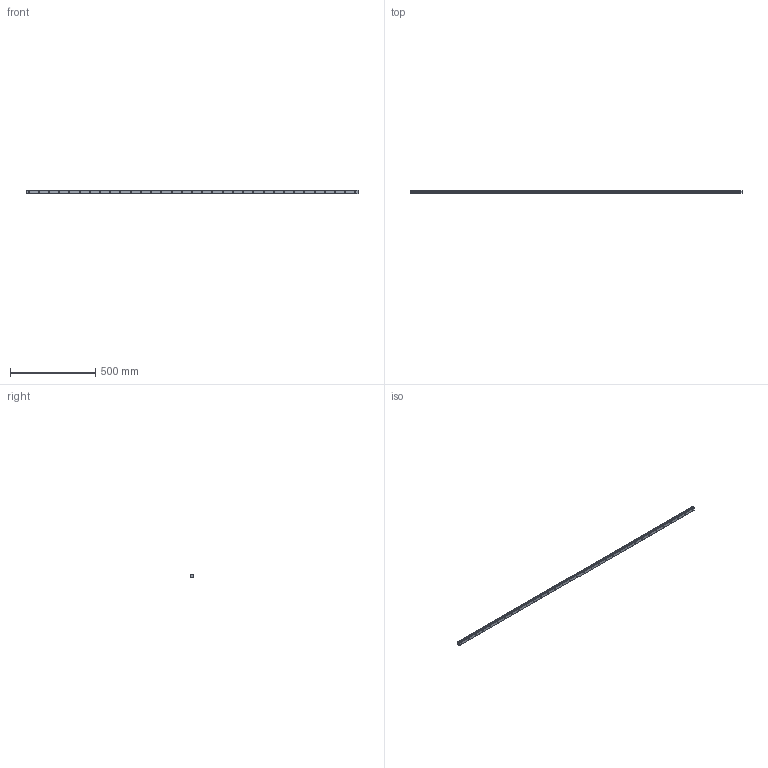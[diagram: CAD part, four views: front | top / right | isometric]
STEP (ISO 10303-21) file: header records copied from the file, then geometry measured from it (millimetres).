
FILE_DESCRIPTION (( 'STEP AP214' ), '1' );
FILE_NAME ('SHS20C1SS-1950L_G15_0_B-M6F_935-5_0_0_0_1.STEP', '2021-06-14T12:07:19', ( '' ), ( '' ), 'SwSTEP 2.0', 'SolidWorks 2021', '' );
FILE_SCHEMA (( 'AUTOMOTIVE_DESIGN' ));
Length unit declared in the file: millimetre
Products named in the file (2): _SHS20C195015 Track; SHS20C1SS-1950L_G15_0_B-M6F_935-5_0_0_0_1
Assembly tree (1 placements, depth 2):
  SHS20C1SS-1950L_G15_0_B-M6F_935-5_0_0_0_1
    _SHS20C195015 Track
Bounding box: 1950 x 16.5 x 20 mm (x, y, z)
Volume: 549669.6 mm3; surface area: 155429.6 mm2
Topology: 1 solids, 1 shells, 201 faces, 498 edges, 332 vertices
Faces by surface type: cylinder 152, plane 49
Entity records: 6334 total; most frequent: DIRECTION 1212, CARTESIAN_POINT 1035, ORIENTED_EDGE 996, AXIS2_PLACEMENT_3D 509, EDGE_CURVE 498, VERTEX_POINT 332, CIRCLE 304, EDGE_LOOP 300
